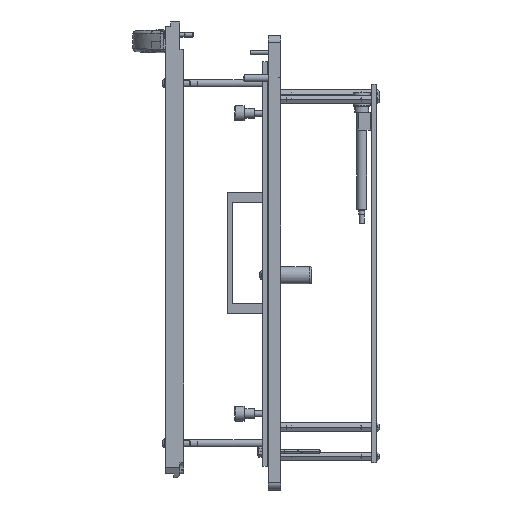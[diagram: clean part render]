
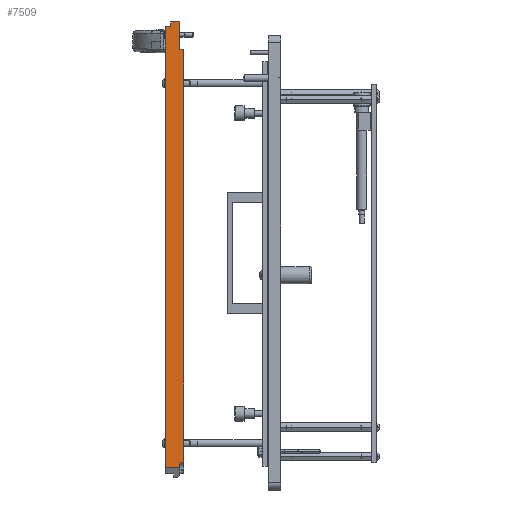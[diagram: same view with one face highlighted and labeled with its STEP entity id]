
A CAD part, left-side view. The second image highlights one B-rep face of the part: STEP entity #7509.
In plain terms, the highlighted face is planar.
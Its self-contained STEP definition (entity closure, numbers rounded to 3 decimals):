
#2459 = EDGE_CURVE ( 'NONE', #85325, #32548, #85226, .T. ) ;
#2868 = CARTESIAN_POINT ( 'NONE',  ( 253., -4.3, 171.55 ) ) ;
#3320 = CARTESIAN_POINT ( 'NONE',  ( 253., -7.5, -161.55 ) ) ;
#5145 = LINE ( 'NONE', #9050, #22615 ) ;
#5409 = LINE ( 'NONE', #19227, #90028 ) ;
#5778 = EDGE_CURVE ( 'NONE', #78662, #84068, #21094, .T. ) ;
#7509 = ADVANCED_FACE ( 'NONE', ( #11764 ), #85204, .F. ) ;
#7569 = EDGE_CURVE ( 'NONE', #88980, #14393, #5145, .T. ) ;
#8067 = CARTESIAN_POINT ( 'NONE',  ( 253., -4.3, 175.55 ) ) ;
#8473 = LINE ( 'NONE', #75631, #78769 ) ;
#8617 = ORIENTED_EDGE ( 'NONE', *, *, #73777, .T. ) ;
#9050 = CARTESIAN_POINT ( 'NONE',  ( 253., 7.5, 183.55 ) ) ;
#10036 = AXIS2_PLACEMENT_3D ( 'NONE', #38210, #52036, #87027 ) ;
#11764 = FACE_OUTER_BOUND ( 'NONE', #28788, .T. ) ;
#13349 = VECTOR ( 'NONE', #52175, 1000. ) ;
#14393 = VERTEX_POINT ( 'NONE', #81028 ) ;
#15359 = LINE ( 'NONE', #81619, #87880 ) ;
#15733 = DIRECTION ( 'NONE',  ( 0., -1., 0. ) ) ;
#17969 = VECTOR ( 'NONE', #81874, 1000. ) ;
#19227 = CARTESIAN_POINT ( 'NONE',  ( 253., -7.4, 101.55 ) ) ;
#21094 = LINE ( 'NONE', #2868, #48623 ) ;
#22329 = ORIENTED_EDGE ( 'NONE', *, *, #5778, .T. ) ;
#22376 = LINE ( 'NONE', #49823, #71895 ) ;
#22615 = VECTOR ( 'NONE', #23076, 1000. ) ;
#22742 = DIRECTION ( 'NONE',  ( 0., 0., 1. ) ) ;
#23076 = DIRECTION ( 'NONE',  ( 0., 0., 1. ) ) ;
#23979 = VECTOR ( 'NONE', #49510, 1000. ) ;
#25523 = VERTEX_POINT ( 'NONE', #8067 ) ;
#27173 = DIRECTION ( 'NONE',  ( 0., 0., 1. ) ) ;
#27265 = LINE ( 'NONE', #27686, #23979 ) ;
#27686 = CARTESIAN_POINT ( 'NONE',  ( 253., -7.5, -183.55 ) ) ;
#28021 = ORIENTED_EDGE ( 'NONE', *, *, #74919, .F. ) ;
#28788 = EDGE_LOOP ( 'NONE', ( #35869, #83557, #45343, #28021, #38043, #60980, #61907, #71415, #64910, #8617, #37665, #22329 ) ) ;
#31870 = CARTESIAN_POINT ( 'NONE',  ( 253., -7.4, 101.55 ) ) ;
#31983 = EDGE_CURVE ( 'NONE', #77515, #52496, #27265, .T. ) ;
#32548 = VERTEX_POINT ( 'NONE', #69719 ) ;
#32684 = CARTESIAN_POINT ( 'NONE',  ( 253., 7.5, 175.55 ) ) ;
#33117 = VECTOR ( 'NONE', #15733, 1000. ) ;
#33564 = DIRECTION ( 'NONE',  ( 0., 0., -1. ) ) ;
#33813 = EDGE_CURVE ( 'NONE', #74938, #85325, #22376, .T. ) ;
#34993 = CARTESIAN_POINT ( 'NONE',  ( 253., -4.3, -183.55 ) ) ;
#35869 = ORIENTED_EDGE ( 'NONE', *, *, #65994, .F. ) ;
#37665 = ORIENTED_EDGE ( 'NONE', *, *, #65040, .F. ) ;
#38043 = ORIENTED_EDGE ( 'NONE', *, *, #80479, .F. ) ;
#38210 = CARTESIAN_POINT ( 'NONE',  ( 253., 7.5, 183.55 ) ) ;
#38998 = LINE ( 'NONE', #32684, #17969 ) ;
#39329 = CARTESIAN_POINT ( 'NONE',  ( 253., -7.5, 101.55 ) ) ;
#39356 = CARTESIAN_POINT ( 'NONE',  ( 253., 3.2, -179.55 ) ) ;
#43344 = CARTESIAN_POINT ( 'NONE',  ( 253., 7.5, -179.55 ) ) ;
#45343 = ORIENTED_EDGE ( 'NONE', *, *, #2459, .T. ) ;
#48623 = VECTOR ( 'NONE', #66801, 1000. ) ;
#49510 = DIRECTION ( 'NONE',  ( 0., 1., 0. ) ) ;
#49823 = CARTESIAN_POINT ( 'NONE',  ( 253., -7.4, 101.55 ) ) ;
#50770 = EDGE_CURVE ( 'NONE', #88980, #83542, #75956, .T. ) ;
#52036 = DIRECTION ( 'NONE',  ( -1., 0., 0. ) ) ;
#52175 = DIRECTION ( 'NONE',  ( 0., -1., 0. ) ) ;
#52496 = VERTEX_POINT ( 'NONE', #59796 ) ;
#53364 = DIRECTION ( 'NONE',  ( 0., 0., 1. ) ) ;
#55545 = VERTEX_POINT ( 'NONE', #60186 ) ;
#56457 = EDGE_CURVE ( 'NONE', #83542, #52496, #8473, .T. ) ;
#59558 = LINE ( 'NONE', #3320, #13349 ) ;
#59796 = CARTESIAN_POINT ( 'NONE',  ( 253., 3.2, -183.55 ) ) ;
#60062 = CARTESIAN_POINT ( 'NONE',  ( 253., -7.5, 183.55 ) ) ;
#60186 = CARTESIAN_POINT ( 'NONE',  ( 253., -4.3, -161.55 ) ) ;
#60980 = ORIENTED_EDGE ( 'NONE', *, *, #31983, .T. ) ;
#61907 = ORIENTED_EDGE ( 'NONE', *, *, #56457, .F. ) ;
#64485 = CARTESIAN_POINT ( 'NONE',  ( 253., 7.5, -179.55 ) ) ;
#64601 = DIRECTION ( 'NONE',  ( 0., -1., 0. ) ) ;
#64910 = ORIENTED_EDGE ( 'NONE', *, *, #7569, .T. ) ;
#65040 = EDGE_CURVE ( 'NONE', #78662, #25523, #67435, .T. ) ;
#65994 = EDGE_CURVE ( 'NONE', #74938, #84068, #5409, .T. ) ;
#66016 = CARTESIAN_POINT ( 'NONE',  ( 253., -7.4, 171.55 ) ) ;
#66801 = DIRECTION ( 'NONE',  ( 0., -1., 0. ) ) ;
#67435 = LINE ( 'NONE', #79625, #71785 ) ;
#68779 = VECTOR ( 'NONE', #74727, 1000. ) ;
#69719 = CARTESIAN_POINT ( 'NONE',  ( 253., -7.5, -161.55 ) ) ;
#71415 = ORIENTED_EDGE ( 'NONE', *, *, #50770, .F. ) ;
#71785 = VECTOR ( 'NONE', #22742, 1000. ) ;
#71895 = VECTOR ( 'NONE', #64601, 1000. ) ;
#73777 = EDGE_CURVE ( 'NONE', #14393, #25523, #38998, .T. ) ;
#74727 = DIRECTION ( 'NONE',  ( 0., 0., -1. ) ) ;
#74919 = EDGE_CURVE ( 'NONE', #55545, #32548, #59558, .T. ) ;
#74938 = VERTEX_POINT ( 'NONE', #31870 ) ;
#75631 = CARTESIAN_POINT ( 'NONE',  ( 253., 3.2, -183.55 ) ) ;
#75956 = LINE ( 'NONE', #43344, #33117 ) ;
#77515 = VERTEX_POINT ( 'NONE', #34993 ) ;
#78662 = VERTEX_POINT ( 'NONE', #86214 ) ;
#78769 = VECTOR ( 'NONE', #33564, 1000. ) ;
#79625 = CARTESIAN_POINT ( 'NONE',  ( 253., -4.3, 183.55 ) ) ;
#80479 = EDGE_CURVE ( 'NONE', #77515, #55545, #15359, .T. ) ;
#81028 = CARTESIAN_POINT ( 'NONE',  ( 253., 7.5, 175.55 ) ) ;
#81619 = CARTESIAN_POINT ( 'NONE',  ( 253., -4.3, -183.55 ) ) ;
#81874 = DIRECTION ( 'NONE',  ( 0., -1., 0. ) ) ;
#83542 = VERTEX_POINT ( 'NONE', #39356 ) ;
#83557 = ORIENTED_EDGE ( 'NONE', *, *, #33813, .T. ) ;
#84068 = VERTEX_POINT ( 'NONE', #66016 ) ;
#85204 = PLANE ( 'NONE',  #10036 ) ;
#85226 = LINE ( 'NONE', #60062, #68779 ) ;
#85325 = VERTEX_POINT ( 'NONE', #39329 ) ;
#86214 = CARTESIAN_POINT ( 'NONE',  ( 253., -4.3, 171.55 ) ) ;
#87027 = DIRECTION ( 'NONE',  ( 0., 0., 1. ) ) ;
#87880 = VECTOR ( 'NONE', #53364, 1000. ) ;
#88980 = VERTEX_POINT ( 'NONE', #64485 ) ;
#90028 = VECTOR ( 'NONE', #27173, 1000. ) ;
